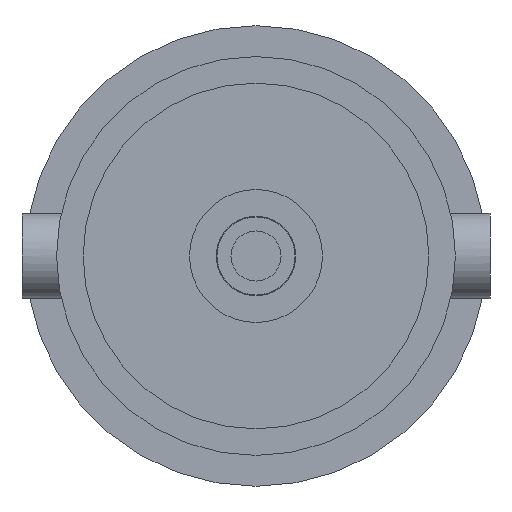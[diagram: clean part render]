
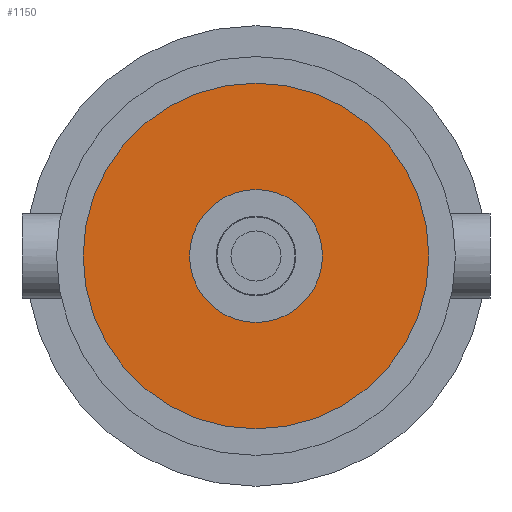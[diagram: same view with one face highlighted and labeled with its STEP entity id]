
A CAD part, front view. The second image highlights one B-rep face of the part: STEP entity #1150.
In plain terms, the highlighted planar face has unit normal (0, -1, 0).
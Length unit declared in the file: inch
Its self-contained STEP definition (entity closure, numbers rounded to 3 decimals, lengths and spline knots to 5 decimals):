
#49 = CARTESIAN_POINT ( 'NONE',  ( 0., -0.25, 0. ) ) ;
#151 = EDGE_CURVE ( 'NONE', #3668, #2326, #624, .T. ) ;
#268 = ORIENTED_EDGE ( 'NONE', *, *, #3339, .T. ) ;
#295 = DIRECTION ( 'NONE',  ( 0., 0., 1. ) ) ;
#363 = DIRECTION ( 'NONE',  ( 0., 0., 1. ) ) ;
#389 = ORIENTED_EDGE ( 'NONE', *, *, #151, .T. ) ;
#451 = EDGE_LOOP ( 'NONE', ( #1673, #268 ) ) ;
#497 = EDGE_LOOP ( 'NONE', ( #389, #3613 ) ) ;
#508 = AXIS2_PLACEMENT_3D ( 'NONE', #49, #1215, #1453 ) ;
#624 = CIRCLE ( 'NONE', #2642, 0.1625 ) ;
#723 = DIRECTION ( 'NONE',  ( 0., 0., 1. ) ) ;
#866 = VERTEX_POINT ( 'NONE', #2005 ) ;
#873 = CARTESIAN_POINT ( 'NONE',  ( 0., -0.25, 0.0625 ) ) ;
#911 = DIRECTION ( 'NONE',  ( 0., -1., 0. ) ) ;
#1103 = AXIS2_PLACEMENT_3D ( 'NONE', #2928, #3181, #363 ) ;
#1126 = AXIS2_PLACEMENT_3D ( 'NONE', #1404, #2532, #2790 ) ;
#1150 = ADVANCED_FACE ( 'NONE', ( #3635, #2207 ), #2516, .F. ) ;
#1195 = CIRCLE ( 'NONE', #508, 0.0625 ) ;
#1215 = DIRECTION ( 'NONE',  ( 0., 1., 0. ) ) ;
#1291 = EDGE_CURVE ( 'NONE', #1516, #866, #1195, .T. ) ;
#1304 = CARTESIAN_POINT ( 'NONE',  ( 0., -0.25, 0. ) ) ;
#1383 = CIRCLE ( 'NONE', #2779, 0.0625 ) ;
#1404 = CARTESIAN_POINT ( 'NONE',  ( 0., -0.25, 0. ) ) ;
#1453 = DIRECTION ( 'NONE',  ( 0., 0., 1. ) ) ;
#1516 = VERTEX_POINT ( 'NONE', #873 ) ;
#1521 = DIRECTION ( 'NONE',  ( 0., 1., 0. ) ) ;
#1673 = ORIENTED_EDGE ( 'NONE', *, *, #1291, .T. ) ;
#1746 = CIRCLE ( 'NONE', #1103, 0.1625 ) ;
#2005 = CARTESIAN_POINT ( 'NONE',  ( 0., -0.25, -0.0625 ) ) ;
#2039 = CARTESIAN_POINT ( 'NONE',  ( 0., -0.25, 0. ) ) ;
#2207 = FACE_OUTER_BOUND ( 'NONE', #497, .T. ) ;
#2309 = CARTESIAN_POINT ( 'NONE',  ( 0., -0.25, -0.1625 ) ) ;
#2326 = VERTEX_POINT ( 'NONE', #2309 ) ;
#2516 = PLANE ( 'NONE',  #1126 ) ;
#2532 = DIRECTION ( 'NONE',  ( 0., 1., 0. ) ) ;
#2610 = EDGE_CURVE ( 'NONE', #2326, #3668, #1746, .T. ) ;
#2642 = AXIS2_PLACEMENT_3D ( 'NONE', #2039, #911, #295 ) ;
#2779 = AXIS2_PLACEMENT_3D ( 'NONE', #1304, #1521, #723 ) ;
#2790 = DIRECTION ( 'NONE',  ( 0., 0., 1. ) ) ;
#2928 = CARTESIAN_POINT ( 'NONE',  ( 0., -0.25, 0. ) ) ;
#3181 = DIRECTION ( 'NONE',  ( 0., -1., 0. ) ) ;
#3216 = CARTESIAN_POINT ( 'NONE',  ( 0., -0.25, 0.1625 ) ) ;
#3339 = EDGE_CURVE ( 'NONE', #866, #1516, #1383, .T. ) ;
#3613 = ORIENTED_EDGE ( 'NONE', *, *, #2610, .T. ) ;
#3635 = FACE_BOUND ( 'NONE', #451, .T. ) ;
#3668 = VERTEX_POINT ( 'NONE', #3216 ) ;
